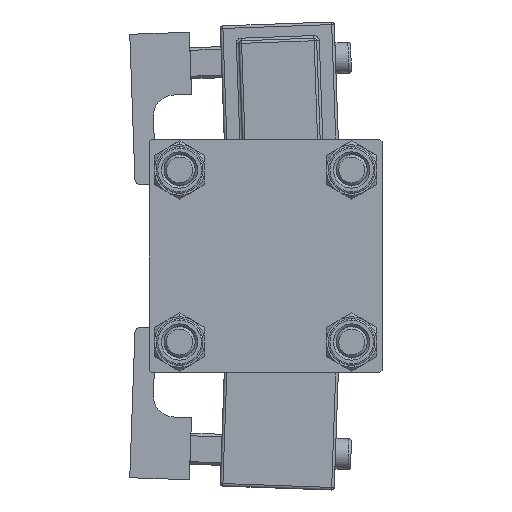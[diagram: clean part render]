
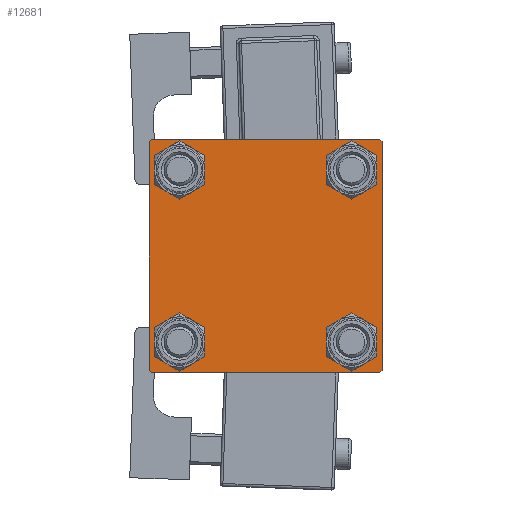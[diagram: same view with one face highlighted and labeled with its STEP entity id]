
A CAD part, left-side view. The second image highlights one B-rep face of the part: STEP entity #12681.
In plain terms, the highlighted planar face has unit normal (-1, 0, 0).
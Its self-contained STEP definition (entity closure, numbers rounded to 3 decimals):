
#243 = DIRECTION ( 'NONE',  ( 0., 0., 1. ) ) ;
#565 = ORIENTED_EDGE ( 'NONE', *, *, #13067, .T. ) ;
#567 = EDGE_CURVE ( 'NONE', #34476, #33203, #26259, .T. ) ;
#665 = EDGE_LOOP ( 'NONE', ( #47841, #17345 ) ) ;
#916 = DIRECTION ( 'NONE',  ( 1., 0., 0. ) ) ;
#1101 = CARTESIAN_POINT ( 'NONE',  ( 0., -22., 22.5 ) ) ;
#1190 = DIRECTION ( 'NONE',  ( 0., 0., 1. ) ) ;
#1441 = AXIS2_PLACEMENT_3D ( 'NONE', #31823, #53201, #23600 ) ;
#1512 = CARTESIAN_POINT ( 'NONE',  ( 0., -16.6, -13.1 ) ) ;
#2067 = FACE_BOUND ( 'NONE', #665, .T. ) ;
#2161 = LINE ( 'NONE', #18917, #46350 ) ;
#2215 = ORIENTED_EDGE ( 'NONE', *, *, #5859, .T. ) ;
#2838 = EDGE_LOOP ( 'NONE', ( #38272, #18639, #36696, #27816, #52953, #21414, #31225, #20360 ) ) ;
#3607 = EDGE_CURVE ( 'NONE', #6710, #19528, #23277, .T. ) ;
#4093 = DIRECTION ( 'NONE',  ( 1., 0., 0. ) ) ;
#4735 = CARTESIAN_POINT ( 'NONE',  ( 0., 22.5, -22.5 ) ) ;
#5241 = VERTEX_POINT ( 'NONE', #44844 ) ;
#5742 = AXIS2_PLACEMENT_3D ( 'NONE', #45578, #39147, #18585 ) ;
#5810 = ORIENTED_EDGE ( 'NONE', *, *, #27232, .T. ) ;
#5859 = EDGE_CURVE ( 'NONE', #19528, #6710, #9324, .T. ) ;
#6181 = DIRECTION ( 'NONE',  ( -1., 0., 0. ) ) ;
#6710 = VERTEX_POINT ( 'NONE', #14839 ) ;
#7429 = VERTEX_POINT ( 'NONE', #1512 ) ;
#8429 = LINE ( 'NONE', #12279, #17739 ) ;
#9300 = CARTESIAN_POINT ( 'NONE',  ( 0., 22.25, -22.25 ) ) ;
#9324 = CIRCLE ( 'NONE', #1441, 3.5 ) ;
#9532 = VERTEX_POINT ( 'NONE', #24664 ) ;
#9638 = ORIENTED_EDGE ( 'NONE', *, *, #38864, .T. ) ;
#11241 = CARTESIAN_POINT ( 'NONE',  ( 0., 22.5, 22.5 ) ) ;
#12279 = CARTESIAN_POINT ( 'NONE',  ( 0., 22.25, 22.25 ) ) ;
#12372 = CIRCLE ( 'NONE', #31611, 3.5 ) ;
#12554 = DIRECTION ( 'NONE',  ( 0., 0.707, -0.707 ) ) ;
#12681 = ADVANCED_FACE ( 'NONE', ( #2067, #18286, #22918, #13613, #38837 ), #26219, .T. ) ;
#12923 = AXIS2_PLACEMENT_3D ( 'NONE', #37075, #23928, #49709 ) ;
#13067 = EDGE_CURVE ( 'NONE', #52369, #7429, #41348, .T. ) ;
#13125 = EDGE_CURVE ( 'NONE', #30045, #49916, #34525, .T. ) ;
#13613 = FACE_BOUND ( 'NONE', #29973, .T. ) ;
#13888 = VERTEX_POINT ( 'NONE', #36015 ) ;
#14839 = CARTESIAN_POINT ( 'NONE',  ( 0., 16.6, 20.1 ) ) ;
#15062 = EDGE_CURVE ( 'NONE', #25302, #33853, #12372, .T. ) ;
#15692 = DIRECTION ( 'NONE',  ( 1., 0., 0. ) ) ;
#16496 = AXIS2_PLACEMENT_3D ( 'NONE', #38765, #916, #1190 ) ;
#17345 = ORIENTED_EDGE ( 'NONE', *, *, #15062, .T. ) ;
#17739 = VECTOR ( 'NONE', #12554, 1000. ) ;
#18286 = FACE_BOUND ( 'NONE', #47919, .T. ) ;
#18585 = DIRECTION ( 'NONE',  ( 0., 0., 1. ) ) ;
#18639 = ORIENTED_EDGE ( 'NONE', *, *, #13125, .T. ) ;
#18737 = VECTOR ( 'NONE', #25328, 1000. ) ;
#18782 = VECTOR ( 'NONE', #44977, 1000. ) ;
#18917 = CARTESIAN_POINT ( 'NONE',  ( 0., -22.25, -22.25 ) ) ;
#19032 = LINE ( 'NONE', #40668, #44263 ) ;
#19434 = AXIS2_PLACEMENT_3D ( 'NONE', #23123, #28813, #45540 ) ;
#19464 = CARTESIAN_POINT ( 'NONE',  ( 0., 22., -22.5 ) ) ;
#19528 = VERTEX_POINT ( 'NONE', #21657 ) ;
#20086 = DIRECTION ( 'NONE',  ( 0., 0., 1. ) ) ;
#20360 = ORIENTED_EDGE ( 'NONE', *, *, #51782, .T. ) ;
#21414 = ORIENTED_EDGE ( 'NONE', *, *, #567, .T. ) ;
#21427 = EDGE_CURVE ( 'NONE', #49916, #5241, #33015, .T. ) ;
#21657 = CARTESIAN_POINT ( 'NONE',  ( 0., 16.6, 13.1 ) ) ;
#21659 = DIRECTION ( 'NONE',  ( 0., -0.707, -0.707 ) ) ;
#22716 = LINE ( 'NONE', #44387, #30525 ) ;
#22761 = EDGE_CURVE ( 'NONE', #32385, #30045, #27151, .T. ) ;
#22768 = CARTESIAN_POINT ( 'NONE',  ( 0., -22.5, 22. ) ) ;
#22918 = FACE_BOUND ( 'NONE', #47653, .T. ) ;
#23123 = CARTESIAN_POINT ( 'NONE',  ( 0., -16.6, -16.6 ) ) ;
#23197 = CIRCLE ( 'NONE', #53859, 3.5 ) ;
#23277 = CIRCLE ( 'NONE', #5742, 3.5 ) ;
#23600 = DIRECTION ( 'NONE',  ( 0., 0., 1. ) ) ;
#23677 = CARTESIAN_POINT ( 'NONE',  ( 0., 16.6, -20.1 ) ) ;
#23928 = DIRECTION ( 'NONE',  ( 1., 0., 0. ) ) ;
#23944 = DIRECTION ( 'NONE',  ( 0., -1., 0. ) ) ;
#24140 = CIRCLE ( 'NONE', #26750, 3.5 ) ;
#24664 = CARTESIAN_POINT ( 'NONE',  ( 0., 22., 22.5 ) ) ;
#25258 = EDGE_CURVE ( 'NONE', #33853, #25302, #24140, .T. ) ;
#25302 = VERTEX_POINT ( 'NONE', #50446 ) ;
#25328 = DIRECTION ( 'NONE',  ( 0., -1., 0. ) ) ;
#26219 = PLANE ( 'NONE',  #49164 ) ;
#26259 = LINE ( 'NONE', #26806, #28572 ) ;
#26750 = AXIS2_PLACEMENT_3D ( 'NONE', #41414, #4093, #243 ) ;
#26806 = CARTESIAN_POINT ( 'NONE',  ( 0., -22.25, 22.25 ) ) ;
#27151 = LINE ( 'NONE', #11241, #18782 ) ;
#27232 = EDGE_CURVE ( 'NONE', #7429, #52369, #23197, .T. ) ;
#27816 = ORIENTED_EDGE ( 'NONE', *, *, #36186, .T. ) ;
#27927 = EDGE_CURVE ( 'NONE', #9532, #33203, #19032, .T. ) ;
#28572 = VECTOR ( 'NONE', #35022, 1000. ) ;
#28813 = DIRECTION ( 'NONE',  ( 1., 0., 0. ) ) ;
#29257 = CARTESIAN_POINT ( 'NONE',  ( 0., -16.6, 20.1 ) ) ;
#29282 = CARTESIAN_POINT ( 'NONE',  ( 0., -16.6, -16.6 ) ) ;
#29709 = VERTEX_POINT ( 'NONE', #47649 ) ;
#29715 = ORIENTED_EDGE ( 'NONE', *, *, #39477, .T. ) ;
#29973 = EDGE_LOOP ( 'NONE', ( #48662, #2215 ) ) ;
#30045 = VERTEX_POINT ( 'NONE', #37190 ) ;
#30447 = CIRCLE ( 'NONE', #16496, 3.5 ) ;
#30525 = VECTOR ( 'NONE', #31488, 1000. ) ;
#30877 = CARTESIAN_POINT ( 'NONE',  ( 0., 0., 0. ) ) ;
#31225 = ORIENTED_EDGE ( 'NONE', *, *, #27927, .F. ) ;
#31437 = CIRCLE ( 'NONE', #12923, 3.5 ) ;
#31488 = DIRECTION ( 'NONE',  ( 0., 0., -1. ) ) ;
#31611 = AXIS2_PLACEMENT_3D ( 'NONE', #48879, #15692, #20086 ) ;
#31823 = CARTESIAN_POINT ( 'NONE',  ( 0., 16.6, 16.6 ) ) ;
#32385 = VERTEX_POINT ( 'NONE', #50756 ) ;
#33015 = LINE ( 'NONE', #4735, #18737 ) ;
#33203 = VERTEX_POINT ( 'NONE', #1101 ) ;
#33853 = VERTEX_POINT ( 'NONE', #29257 ) ;
#33923 = DIRECTION ( 'NONE',  ( 1., 0., 0. ) ) ;
#34476 = VERTEX_POINT ( 'NONE', #22768 ) ;
#34525 = LINE ( 'NONE', #9300, #44822 ) ;
#35022 = DIRECTION ( 'NONE',  ( 0., 0.707, 0.707 ) ) ;
#36015 = CARTESIAN_POINT ( 'NONE',  ( 0., -22.5, -22. ) ) ;
#36186 = EDGE_CURVE ( 'NONE', #5241, #13888, #2161, .T. ) ;
#36696 = ORIENTED_EDGE ( 'NONE', *, *, #21427, .T. ) ;
#37075 = CARTESIAN_POINT ( 'NONE',  ( 0., 16.6, -16.6 ) ) ;
#37190 = CARTESIAN_POINT ( 'NONE',  ( 0., 22.5, -22. ) ) ;
#38272 = ORIENTED_EDGE ( 'NONE', *, *, #22761, .T. ) ;
#38765 = CARTESIAN_POINT ( 'NONE',  ( 0., 16.6, -16.6 ) ) ;
#38837 = FACE_OUTER_BOUND ( 'NONE', #2838, .T. ) ;
#38864 = EDGE_CURVE ( 'NONE', #49186, #29709, #31437, .T. ) ;
#39147 = DIRECTION ( 'NONE',  ( 1., 0., 0. ) ) ;
#39477 = EDGE_CURVE ( 'NONE', #29709, #49186, #30447, .T. ) ;
#39651 = DIRECTION ( 'NONE',  ( 0., 0., 1. ) ) ;
#40247 = EDGE_CURVE ( 'NONE', #34476, #13888, #22716, .T. ) ;
#40668 = CARTESIAN_POINT ( 'NONE',  ( 0., 22.5, 22.5 ) ) ;
#40941 = CARTESIAN_POINT ( 'NONE',  ( 0., -16.6, -20.1 ) ) ;
#41348 = CIRCLE ( 'NONE', #19434, 3.5 ) ;
#41414 = CARTESIAN_POINT ( 'NONE',  ( 0., -16.6, 16.6 ) ) ;
#41625 = DIRECTION ( 'NONE',  ( 0., 0., 1. ) ) ;
#44263 = VECTOR ( 'NONE', #23944, 1000. ) ;
#44387 = CARTESIAN_POINT ( 'NONE',  ( 0., -22.5, 22.5 ) ) ;
#44822 = VECTOR ( 'NONE', #21659, 1000. ) ;
#44844 = CARTESIAN_POINT ( 'NONE',  ( 0., -22., -22.5 ) ) ;
#44977 = DIRECTION ( 'NONE',  ( 0., 0., -1. ) ) ;
#45540 = DIRECTION ( 'NONE',  ( 0., 0., 1. ) ) ;
#45578 = CARTESIAN_POINT ( 'NONE',  ( 0., 16.6, 16.6 ) ) ;
#46350 = VECTOR ( 'NONE', #47435, 1000. ) ;
#47435 = DIRECTION ( 'NONE',  ( 0., -0.707, 0.707 ) ) ;
#47649 = CARTESIAN_POINT ( 'NONE',  ( 0., 16.6, -13.1 ) ) ;
#47653 = EDGE_LOOP ( 'NONE', ( #29715, #9638 ) ) ;
#47841 = ORIENTED_EDGE ( 'NONE', *, *, #25258, .T. ) ;
#47919 = EDGE_LOOP ( 'NONE', ( #5810, #565 ) ) ;
#48662 = ORIENTED_EDGE ( 'NONE', *, *, #3607, .T. ) ;
#48879 = CARTESIAN_POINT ( 'NONE',  ( 0., -16.6, 16.6 ) ) ;
#49164 = AXIS2_PLACEMENT_3D ( 'NONE', #30877, #6181, #39651 ) ;
#49186 = VERTEX_POINT ( 'NONE', #23677 ) ;
#49709 = DIRECTION ( 'NONE',  ( 0., 0., 1. ) ) ;
#49916 = VERTEX_POINT ( 'NONE', #19464 ) ;
#50446 = CARTESIAN_POINT ( 'NONE',  ( 0., -16.6, 13.1 ) ) ;
#50756 = CARTESIAN_POINT ( 'NONE',  ( 0., 22.5, 22. ) ) ;
#51782 = EDGE_CURVE ( 'NONE', #9532, #32385, #8429, .T. ) ;
#52369 = VERTEX_POINT ( 'NONE', #40941 ) ;
#52953 = ORIENTED_EDGE ( 'NONE', *, *, #40247, .F. ) ;
#53201 = DIRECTION ( 'NONE',  ( 1., 0., 0. ) ) ;
#53859 = AXIS2_PLACEMENT_3D ( 'NONE', #29282, #33923, #41625 ) ;
